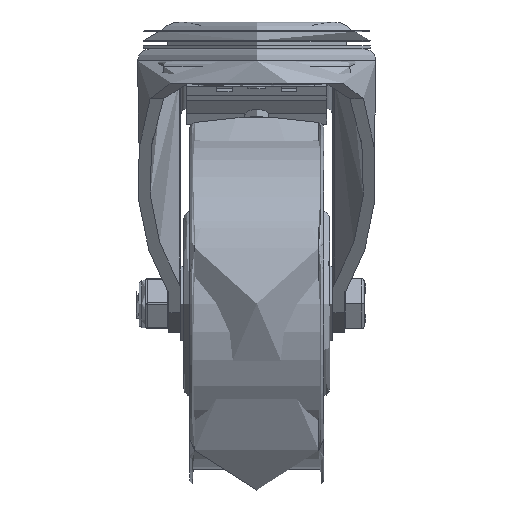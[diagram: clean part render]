
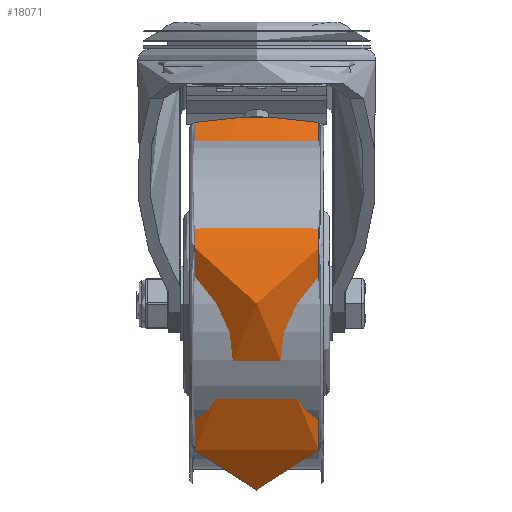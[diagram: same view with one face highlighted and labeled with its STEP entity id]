
A CAD part, left-side view. The second image highlights one B-rep face of the part: STEP entity #18071.
In plain terms, the highlighted free-form (B-spline) face has degree [2, 2] with [3, 9] control points.
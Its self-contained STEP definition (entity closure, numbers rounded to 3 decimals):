
#65=(
BOUNDED_SURFACE()
B_SPLINE_SURFACE(2,2,((#28304,#28305,#28306,#28307,#28308,#28309,#28310,
#28311,#28312),(#28313,#28314,#28315,#28316,#28317,#28318,#28319,#28320,
#28321),(#28322,#28323,#28324,#28325,#28326,#28327,#28328,#28329,#28330)),
 .UNSPECIFIED.,.F.,.T.,.F.)
B_SPLINE_SURFACE_WITH_KNOTS((3,3),(3,2,2,2,3),(-0.164,0.164),
(-3.142,-1.571,0.,1.571,3.142),
 .UNSPECIFIED.)
GEOMETRIC_REPRESENTATION_ITEM()
RATIONAL_B_SPLINE_SURFACE(((1.,0.707,1.,0.707,1.,
0.707,1.,0.707,1.),(0.987,0.698,
0.987,0.698,0.987,0.698,0.987,
0.698,0.987),(1.,0.707,1.,0.707,
1.,0.707,1.,0.707,1.)))
REPRESENTATION_ITEM('')
SURFACE()
);
#2508=FACE_OUTER_BOUND('',#3585,.T.);
#3585=EDGE_LOOP('',(#14021,#14022,#14023,#14024));
#7210=CIRCLE('',#19702,60.788);
#7211=CIRCLE('',#19703,127.563);
#7212=CIRCLE('',#19704,60.788);
#8208=VERTEX_POINT('',#28301);
#8209=VERTEX_POINT('',#28331);
#10335=EDGE_CURVE('',#8208,#8208,#7210,.T.);
#10336=EDGE_CURVE('',#8208,#8209,#7211,.T.);
#10337=EDGE_CURVE('',#8209,#8209,#7212,.T.);
#14021=ORIENTED_EDGE('',*,*,#10335,.F.);
#14022=ORIENTED_EDGE('',*,*,#10336,.T.);
#14023=ORIENTED_EDGE('',*,*,#10337,.T.);
#14024=ORIENTED_EDGE('',*,*,#10336,.F.);
#18071=ADVANCED_FACE('',(#2508),#65,.F.);
#19702=AXIS2_PLACEMENT_3D('',#28303,#22586,#22587);
#19703=AXIS2_PLACEMENT_3D('',#28332,#22588,#22589);
#19704=AXIS2_PLACEMENT_3D('',#28333,#22590,#22591);
#22586=DIRECTION('center_axis',(0.,-1.,0.));
#22587=DIRECTION('ref_axis',(0.,0.,1.));
#22588=DIRECTION('center_axis',(-1.,0.,0.));
#22589=DIRECTION('ref_axis',(0.,0.,
1.));
#22590=DIRECTION('center_axis',(0.,-1.,0.));
#22591=DIRECTION('ref_axis',(0.,0.,1.));
#28301=CARTESIAN_POINT('',(0.,-20.827,60.788));
#28303=CARTESIAN_POINT('Origin',(0.,-20.827,0.));
#28304=CARTESIAN_POINT('Ctrl Pts',(0.,20.827,60.788));
#28305=CARTESIAN_POINT('Ctrl Pts',(-60.788,20.827,60.788));
#28306=CARTESIAN_POINT('Ctrl Pts',(-60.788,20.827,0.));
#28307=CARTESIAN_POINT('Ctrl Pts',(-60.788,20.827,-60.788));
#28308=CARTESIAN_POINT('Ctrl Pts',(0.,20.827,-60.788));
#28309=CARTESIAN_POINT('Ctrl Pts',(60.788,20.827,-60.788));
#28310=CARTESIAN_POINT('Ctrl Pts',(60.788,20.827,0.));
#28311=CARTESIAN_POINT('Ctrl Pts',(60.788,20.827,60.788));
#28312=CARTESIAN_POINT('Ctrl Pts',(0.,20.827,60.788));
#28313=CARTESIAN_POINT('Ctrl Pts',(0.,0.,64.235));
#28314=CARTESIAN_POINT('Ctrl Pts',(-64.235,0.,
64.235));
#28315=CARTESIAN_POINT('Ctrl Pts',(-64.235,0.,
0.));
#28316=CARTESIAN_POINT('Ctrl Pts',(-64.235,0.,
-64.235));
#28317=CARTESIAN_POINT('Ctrl Pts',(0.,0.,-64.235));
#28318=CARTESIAN_POINT('Ctrl Pts',(64.235,0.,
-64.235));
#28319=CARTESIAN_POINT('Ctrl Pts',(64.235,0.,
0.));
#28320=CARTESIAN_POINT('Ctrl Pts',(64.235,0.,
64.235));
#28321=CARTESIAN_POINT('Ctrl Pts',(0.,0.,64.235));
#28322=CARTESIAN_POINT('Ctrl Pts',(0.,-20.827,60.788));
#28323=CARTESIAN_POINT('Ctrl Pts',(-60.788,-20.827,
60.788));
#28324=CARTESIAN_POINT('Ctrl Pts',(-60.788,-20.827,
0.));
#28325=CARTESIAN_POINT('Ctrl Pts',(-60.788,-20.827,
-60.788));
#28326=CARTESIAN_POINT('Ctrl Pts',(0.,-20.827,-60.788));
#28327=CARTESIAN_POINT('Ctrl Pts',(60.788,-20.827,-60.788));
#28328=CARTESIAN_POINT('Ctrl Pts',(60.788,-20.827,0.));
#28329=CARTESIAN_POINT('Ctrl Pts',(60.788,-20.827,60.788));
#28330=CARTESIAN_POINT('Ctrl Pts',(0.,-20.827,60.788));
#28331=CARTESIAN_POINT('',(0.,20.827,60.788));
#28332=CARTESIAN_POINT('Origin',(0.,0.,
-65.062));
#28333=CARTESIAN_POINT('Origin',(0.,20.827,0.));
